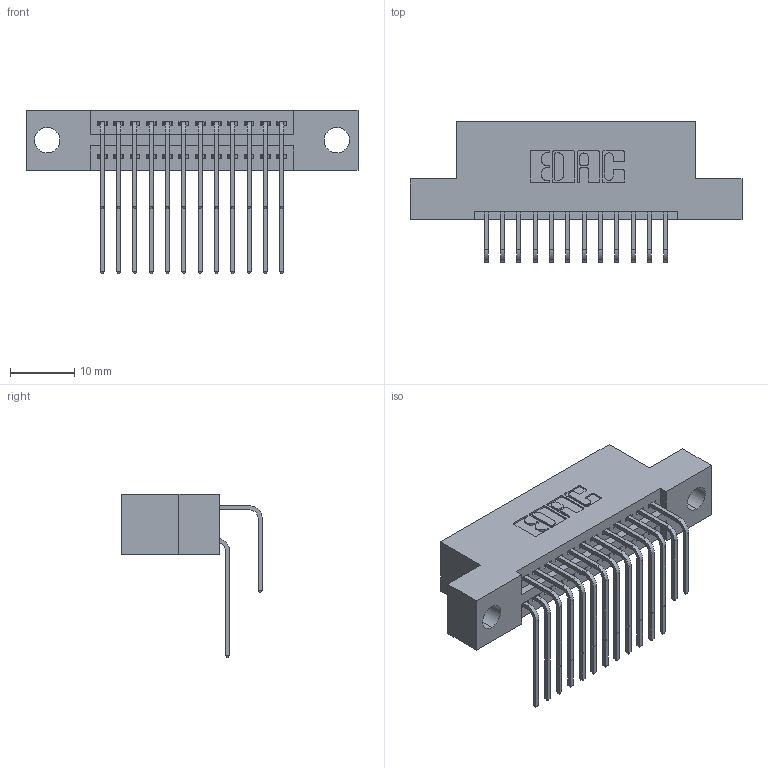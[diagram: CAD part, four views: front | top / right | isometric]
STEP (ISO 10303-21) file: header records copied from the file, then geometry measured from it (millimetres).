
FILE_DESCRIPTION (( 'STEP AP203' ), '1' );
FILE_NAME ('345-024-558-204.STEP', '2021-05-19T22:33:00', ( '' ), ( '' ), 'SwSTEP 2.0', 'SolidWorks 2020', '' );
FILE_SCHEMA (( 'CONFIG_CONTROL_DESIGN' ));
Length unit declared in the file: inch
Products named in the file (4): 345 Part_Flush Mounting Lugs - 0.156 Dia-TI; 345-292-001_558 559 Tail - 1; 345-292-001_558 Tail - 2; 345-024-558-204
Assembly tree (25 placements, depth 2):
  345-024-558-204
    345 Part_Flush Mounting Lugs - 0.156 Dia-TI
    345-292-001_558 559 Tail - 1  x12
    345-292-001_558 Tail - 2  x12
Bounding box: 51.69 x 21.83 x 25.53 mm (x, y, z)
Volume: 4775.1 mm3; surface area: 6980.1 mm2
Topology: 25 solids, 25 shells, 1388 faces, 4097 edges, 2698 vertices
Faces by surface type: plane 934, cylinder 454
Entity records: 15525 total; most frequent: CARTESIAN_POINT 2681, ORIENTED_EDGE 2562, DIRECTION 2373, EDGE_CURVE 1281, LINE 1061, VECTOR 1061, VERTEX_POINT 850, AXIS2_PLACEMENT_3D 656
